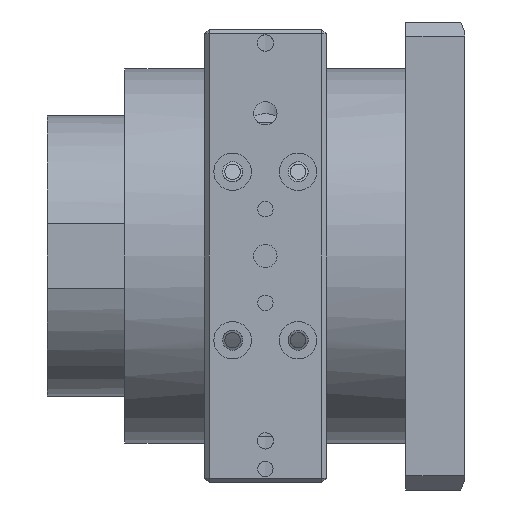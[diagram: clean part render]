
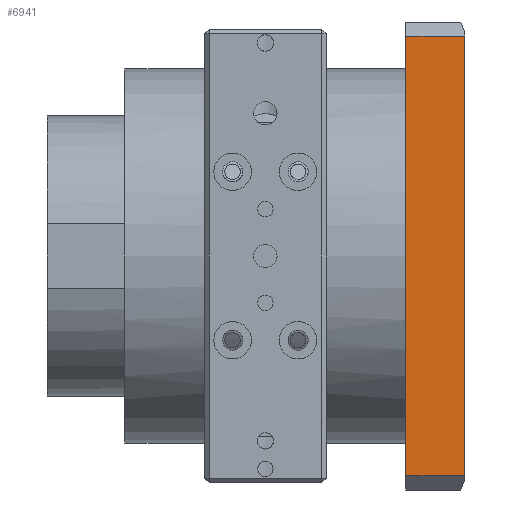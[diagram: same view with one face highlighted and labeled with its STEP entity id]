
A CAD part, left-side view. The second image highlights one B-rep face of the part: STEP entity #6941.
In plain terms, the highlighted planar face has unit normal (-1, 0, 0).
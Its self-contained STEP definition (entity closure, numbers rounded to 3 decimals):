
#669 = CARTESIAN_POINT ( 'NONE',  ( -50., 100., 0. ) ) ;
#738 = PLANE ( 'NONE',  #7220 ) ;
#1226 = CARTESIAN_POINT ( 'NONE',  ( -50., 3., 0. ) ) ;
#1648 = VECTOR ( 'NONE', #4574, 1000. ) ;
#1684 = VERTEX_POINT ( 'NONE', #1226 ) ;
#1788 = ORIENTED_EDGE ( 'NONE', *, *, #9057, .F. ) ;
#2064 = CARTESIAN_POINT ( 'NONE',  ( -50., 97., -12.588 ) ) ;
#2243 = EDGE_CURVE ( 'NONE', #3774, #6146, #11222, .T. ) ;
#2461 = CARTESIAN_POINT ( 'NONE',  ( -50., 97., -12.588 ) ) ;
#2913 = VERTEX_POINT ( 'NONE', #11808 ) ;
#3774 = VERTEX_POINT ( 'NONE', #2461 ) ;
#3991 = ORIENTED_EDGE ( 'NONE', *, *, #11125, .T. ) ;
#4158 = CARTESIAN_POINT ( 'NONE',  ( -50., 3., -12.588 ) ) ;
#4574 = DIRECTION ( 'NONE',  ( 0., -1., 0. ) ) ;
#5694 = EDGE_LOOP ( 'NONE', ( #11051, #6248, #1788, #3991 ) ) ;
#5747 = VECTOR ( 'NONE', #11206, 1000. ) ;
#5935 = FACE_OUTER_BOUND ( 'NONE', #5694, .T. ) ;
#6146 = VERTEX_POINT ( 'NONE', #4158 ) ;
#6228 = DIRECTION ( 'NONE',  ( 0., -1., 0. ) ) ;
#6248 = ORIENTED_EDGE ( 'NONE', *, *, #7871, .T. ) ;
#6929 = DIRECTION ( 'NONE',  ( 0., 0., -1. ) ) ;
#6937 = VECTOR ( 'NONE', #6929, 1000. ) ;
#6941 = ADVANCED_FACE ( 'NONE', ( #5935 ), #738, .F. ) ;
#7220 = AXIS2_PLACEMENT_3D ( 'NONE', #9412, #12177, #11147 ) ;
#7529 = LINE ( 'NONE', #669, #1648 ) ;
#7871 = EDGE_CURVE ( 'NONE', #6146, #1684, #8285, .T. ) ;
#8104 = CARTESIAN_POINT ( 'NONE',  ( -50., 100., -12.588 ) ) ;
#8119 = VECTOR ( 'NONE', #6228, 1000. ) ;
#8285 = LINE ( 'NONE', #9308, #5747 ) ;
#9057 = EDGE_CURVE ( 'NONE', #2913, #1684, #7529, .T. ) ;
#9308 = CARTESIAN_POINT ( 'NONE',  ( -50., 3., 0. ) ) ;
#9412 = CARTESIAN_POINT ( 'NONE',  ( -50., 100., 0. ) ) ;
#10481 = LINE ( 'NONE', #2064, #6937 ) ;
#11051 = ORIENTED_EDGE ( 'NONE', *, *, #2243, .T. ) ;
#11125 = EDGE_CURVE ( 'NONE', #2913, #3774, #10481, .T. ) ;
#11147 = DIRECTION ( 'NONE',  ( 0., 0., -1. ) ) ;
#11206 = DIRECTION ( 'NONE',  ( 0., 0., 1. ) ) ;
#11222 = LINE ( 'NONE', #8104, #8119 ) ;
#11808 = CARTESIAN_POINT ( 'NONE',  ( -50., 97., 0. ) ) ;
#12177 = DIRECTION ( 'NONE',  ( 1., 0., 0. ) ) ;
